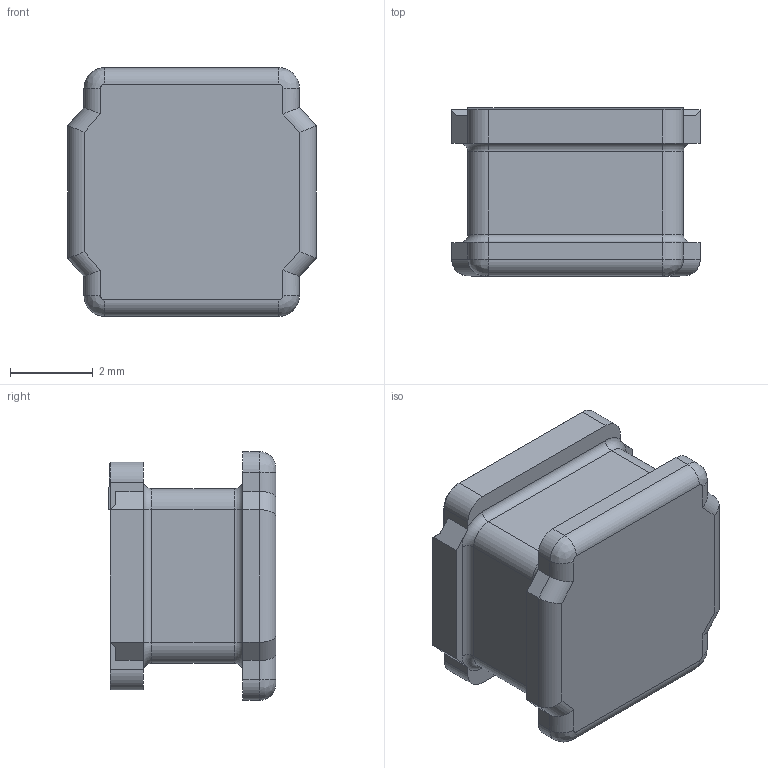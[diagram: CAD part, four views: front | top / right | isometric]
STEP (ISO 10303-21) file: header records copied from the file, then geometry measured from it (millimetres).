
FILE_DESCRIPTION(/* description */ ('STEP AP214'),/* implementation_level */ '2;1');
FILE_NAME(/* name */ 'PNR6045 (Generic).step',/* time_stamp */ '2026-01-27T20:15:58-08:00',/* author */ (''),/* organization */ (''),/* preprocessor_version */ 'ST-DEVELOPER v20.1',/* originating_system */ 'Autodesk Translation Framework v14.21.0.0',/* authorisation */ '');
FILE_SCHEMA (('AUTOMOTIVE_DESIGN { 1 0 10303 214 3 1 1 }'));
Length unit declared in the file: millimetre
Products named in the file (1): PNR6045
Bounding box: 5.99 x 4.05 x 6 mm (x, y, z)
Volume: 104 mm3; surface area: 268.5 mm2
Topology: 5 solids, 5 shells, 112 faces, 288 edges, 186 vertices
Faces by surface type: plane 64, cylinder 36, torus 8, bspline 4
Entity records: 3491 total; most frequent: CARTESIAN_POINT 659, DIRECTION 598, ORIENTED_EDGE 576, EDGE_CURVE 288, AXIS2_PLACEMENT_3D 209, VERTEX_POINT 186, LINE 180, VECTOR 180
